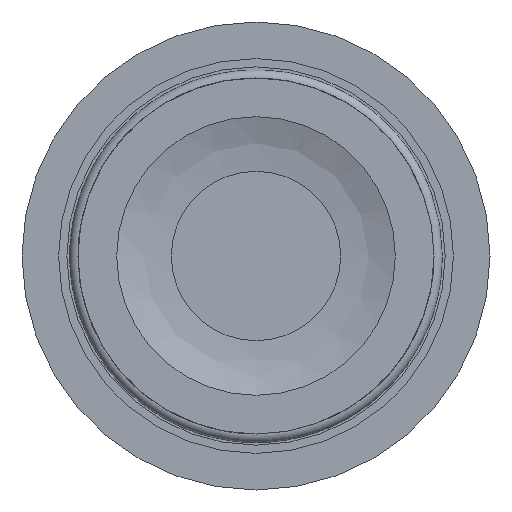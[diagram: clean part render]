
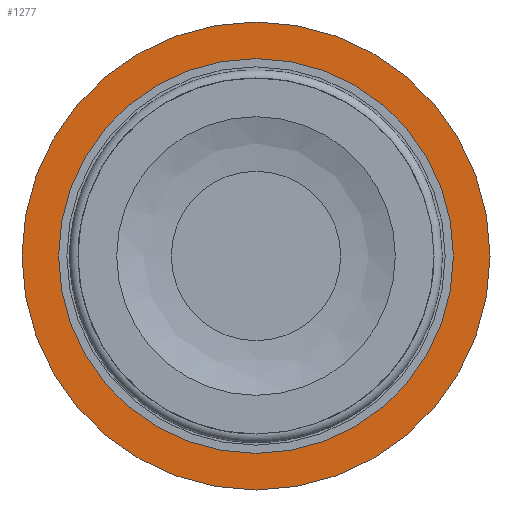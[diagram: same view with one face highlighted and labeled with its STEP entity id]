
A CAD part, front view. The second image highlights one B-rep face of the part: STEP entity #1277.
In plain terms, the highlighted planar face has unit normal (0, -1, 0).
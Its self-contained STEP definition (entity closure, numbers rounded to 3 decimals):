
#49=FACE_BOUND('',#235,.T.);
#89=PLANE('',#1473);
#153=FACE_OUTER_BOUND('',#234,.T.);
#234=EDGE_LOOP('',(#1094,#1095));
#235=EDGE_LOOP('',(#1096,#1097));
#331=CIRCLE('',#1471,35.425);
#332=CIRCLE('',#1472,35.425);
#333=CIRCLE('',#1474,42.);
#334=CIRCLE('',#1475,42.);
#576=VERTEX_POINT('',#2526);
#577=VERTEX_POINT('',#2527);
#578=VERTEX_POINT('',#2532);
#579=VERTEX_POINT('',#2533);
#753=EDGE_CURVE('',#576,#577,#331,.T.);
#754=EDGE_CURVE('',#577,#576,#332,.T.);
#756=EDGE_CURVE('',#578,#579,#333,.T.);
#757=EDGE_CURVE('',#579,#578,#334,.T.);
#1094=ORIENTED_EDGE('',*,*,#756,.F.);
#1095=ORIENTED_EDGE('',*,*,#757,.F.);
#1096=ORIENTED_EDGE('',*,*,#753,.T.);
#1097=ORIENTED_EDGE('',*,*,#754,.T.);
#1277=ADVANCED_FACE('',(#153,#49),#89,.T.);
#1471=AXIS2_PLACEMENT_3D('',#2528,#1861,#1862);
#1472=AXIS2_PLACEMENT_3D('',#2529,#1863,#1864);
#1473=AXIS2_PLACEMENT_3D('',#2531,#1866,#1867);
#1474=AXIS2_PLACEMENT_3D('',#2534,#1868,#1869);
#1475=AXIS2_PLACEMENT_3D('',#2535,#1870,#1871);
#1861=DIRECTION('center_axis',(0.,1.,0.));
#1862=DIRECTION('ref_axis',(-1.,0.,0.));
#1863=DIRECTION('center_axis',(0.,1.,0.));
#1864=DIRECTION('ref_axis',(-1.,0.,0.));
#1866=DIRECTION('center_axis',(0.,-1.,0.));
#1867=DIRECTION('ref_axis',(0.,0.,-1.));
#1868=DIRECTION('center_axis',(0.,1.,0.));
#1869=DIRECTION('ref_axis',(-1.,0.,0.));
#1870=DIRECTION('center_axis',(0.,1.,0.));
#1871=DIRECTION('ref_axis',(-1.,0.,0.));
#2526=CARTESIAN_POINT('',(-35.425,12.25,0.));
#2527=CARTESIAN_POINT('',(35.425,12.25,0.));
#2528=CARTESIAN_POINT('Origin',(0.,12.25,0.));
#2529=CARTESIAN_POINT('Origin',(0.,12.25,0.));
#2531=CARTESIAN_POINT('Origin',(-38.713,12.25,0.));
#2532=CARTESIAN_POINT('',(-42.,12.25,0.));
#2533=CARTESIAN_POINT('',(42.,12.25,0.));
#2534=CARTESIAN_POINT('Origin',(0.,12.25,0.));
#2535=CARTESIAN_POINT('Origin',(0.,12.25,0.));
